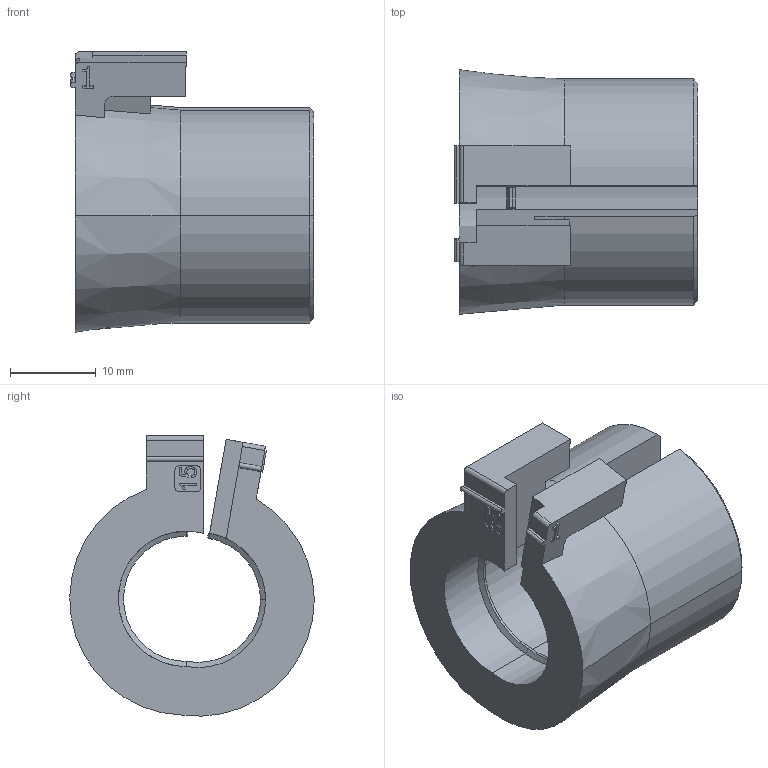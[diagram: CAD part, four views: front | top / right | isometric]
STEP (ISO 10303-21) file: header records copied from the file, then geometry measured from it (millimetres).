
FILE_DESCRIPTION (( 'STEP AP203' ), '1' );
FILE_NAME ('568361.step', '2019-11-21T17:34:08', ( '' ), ( '' ), 'SwSTEP 2.0', 'SolidWorks 2019', '' );
FILE_SCHEMA (( 'CONFIG_CONTROL_DESIGN' ));
Length unit declared in the file: inch
Products named in the file (1): 568361
Bounding box: 28.4 x 28.51 x 32.68 mm (x, y, z)
Volume: 9278.1 mm3; surface area: 5097.3 mm2
Topology: 1 solids, 1 shells, 124 faces, 333 edges, 215 vertices
Faces by surface type: plane 73, cylinder 28, cone 12, bspline 11
Entity records: 4009 total; most frequent: CARTESIAN_POINT 934, ORIENTED_EDGE 666, DIRECTION 556, EDGE_CURVE 333, VECTOR 230, LINE 230, VERTEX_POINT 215, AXIS2_PLACEMENT_3D 163
